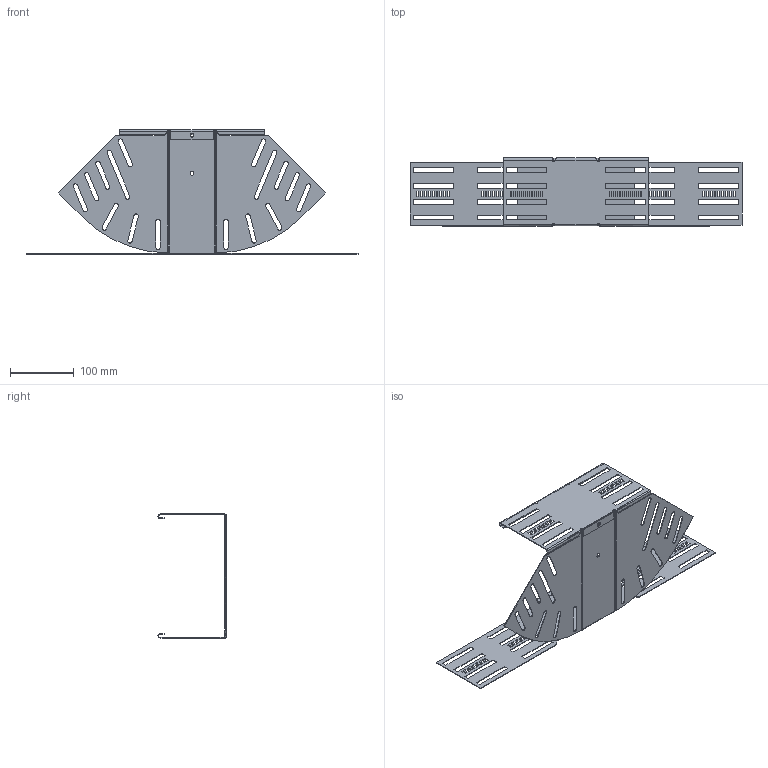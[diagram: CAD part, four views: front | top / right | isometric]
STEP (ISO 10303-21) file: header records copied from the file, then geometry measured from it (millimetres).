
FILE_DESCRIPTION (( 'STEP AP214' ), '1' );
FILE_NAME ('6037304.STEP', '2024-10-25T07:05:24', ( '' ), ( '' ), 'SwSTEP 2.0', 'SolidWorks 2024', '' );
FILE_SCHEMA (( 'AUTOMOTIVE_DESIGN' ));
Length unit declared in the file: millimetre
Products named in the file (3): 167655_110x0°; 181531_200; 6037304
Assembly tree (2 placements, depth 2):
  6037304
    181531_200
    167655_110x0°
Bounding box: 522 x 107 x 195 mm (x, y, z)
Volume: 128430.5 mm3; surface area: 254581.2 mm2
Topology: 2 solids, 2 shells, 634 faces, 1794 edges, 1164 vertices
Faces by surface type: plane 438, cylinder 186, bspline 10
Entity records: 21056 total; most frequent: CARTESIAN_POINT 3965, ORIENTED_EDGE 3588, DIRECTION 3364, EDGE_CURVE 1794, VECTOR 1402, LINE 1402, VERTEX_POINT 1164, AXIS2_PLACEMENT_3D 981
